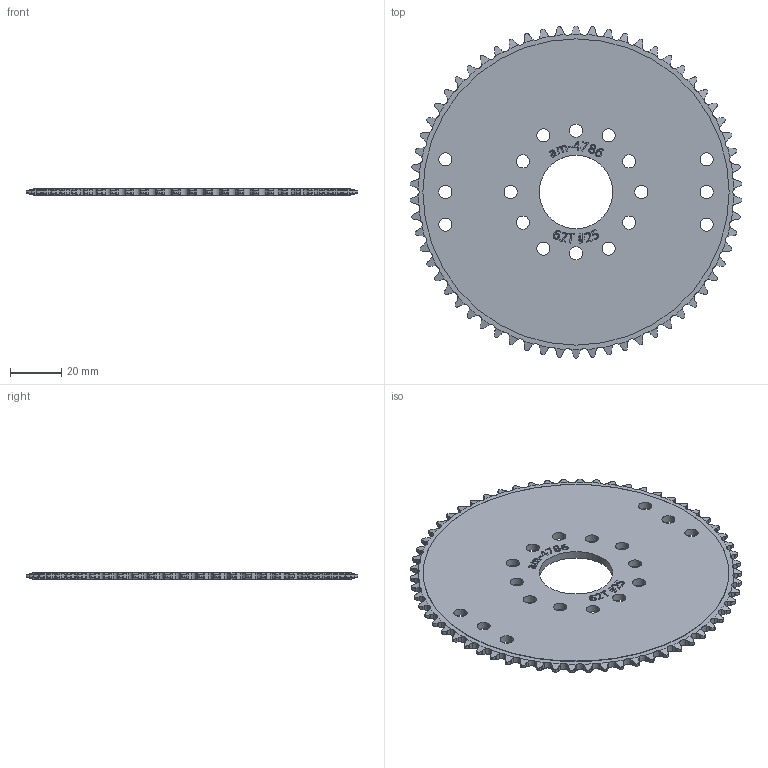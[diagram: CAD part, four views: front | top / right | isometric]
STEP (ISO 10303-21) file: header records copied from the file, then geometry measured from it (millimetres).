
FILE_DESCRIPTION (( 'STEP AP203' ), '1' );
FILE_NAME ('am-4786 62T 25 Chain 1125in Plate.STEP', '2022-08-03T20:22:28', ( '' ), ( '' ), 'SwSTEP 2.0', 'SolidWorks 2022', '' );
FILE_SCHEMA (( 'CONFIG_CONTROL_DESIGN' ));
Length unit declared in the file: metre
Products named in the file (1): am-4786 62T 25 Chain 1125in Plate
Bounding box: 128.92 x 129.05 x 3 mm (x, y, z)
Volume: 33090.8 mm3; surface area: 25097.6 mm2
Topology: 1 solids, 1 shells, 935 faces, 2733 edges, 1822 vertices
Faces by surface type: cylinder 451, plane 269, cone 124, bspline 91
Entity records: 36614 total; most frequent: CARTESIAN_POINT 13878, ORIENTED_EDGE 5466, DIRECTION 3683, EDGE_CURVE 2733, VERTEX_POINT 1822, AXIS2_PLACEMENT_3D 1327, B_SPLINE_CURVE_WITH_KNOTS 1222, LINE 1029
